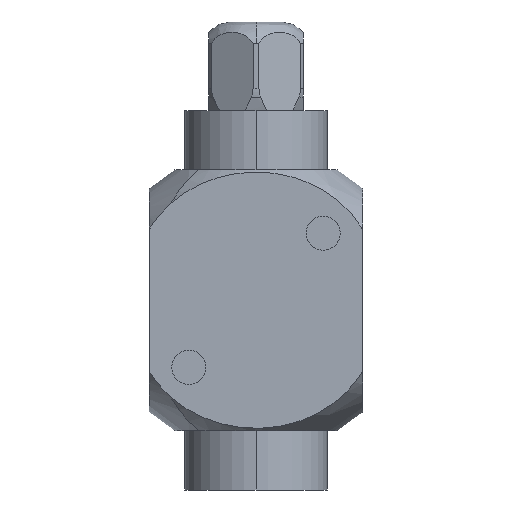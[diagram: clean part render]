
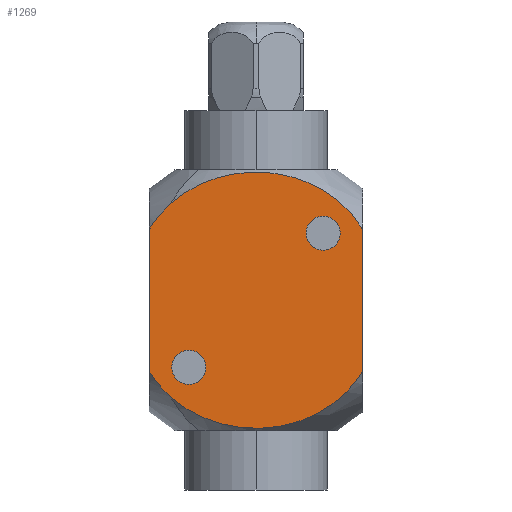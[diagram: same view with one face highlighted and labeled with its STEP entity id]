
A CAD part, front view. The second image highlights one B-rep face of the part: STEP entity #1269.
In plain terms, the highlighted planar face has unit normal (0, -1, 0).
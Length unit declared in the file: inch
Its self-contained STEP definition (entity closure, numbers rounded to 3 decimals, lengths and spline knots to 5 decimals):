
#181=CARTESIAN_POINT('',(0.5625,0.,0.37481));
#182=CARTESIAN_POINT('',(0.54675,0.,0.40036));
#183=CARTESIAN_POINT('',(0.51211,0.,0.44826));
#184=CARTESIAN_POINT('',(0.44877,0.,0.51299));
#185=CARTESIAN_POINT('',(0.38172,0.,0.56411));
#186=CARTESIAN_POINT('',(0.31564,0.,0.60244));
#187=CARTESIAN_POINT('',(0.25088,0.,0.63089));
#188=CARTESIAN_POINT('',(0.18681,0.,0.65154));
#189=CARTESIAN_POINT('',(0.12353,0.,0.66541));
#190=CARTESIAN_POINT('',(0.06368,0.,0.67306));
#191=CARTESIAN_POINT('',(0.00743,0.,0.67573));
#192=CARTESIAN_POINT('',(-0.04697,0.,0.67423));
#193=CARTESIAN_POINT('',(-0.10147,0.,0.66867));
#194=CARTESIAN_POINT('',(-0.15658,0.,0.65868));
#195=CARTESIAN_POINT('',(-0.21056,0.,0.64434));
#196=CARTESIAN_POINT('',(-0.26302,0.,0.6257));
#197=CARTESIAN_POINT('',(-0.31339,0.,0.60292));
#198=CARTESIAN_POINT('',(-0.3616,0.,0.57599));
#199=CARTESIAN_POINT('',(-0.40737,0.,0.54494));
#200=CARTESIAN_POINT('',(-0.4361,0.,0.5215));
#201=CARTESIAN_POINT('',(-0.45,0.,0.50907));
#203=CARTESIAN_POINT('',(-0.45,0.,-0.50907));
#204=CARTESIAN_POINT('',(-0.43763,0.,-0.52013));
#205=CARTESIAN_POINT('',(-0.41215,0.,-0.54113));
#206=CARTESIAN_POINT('',(-0.37175,0.,-0.5694));
#207=CARTESIAN_POINT('',(-0.32929,0.,-0.59445));
#208=CARTESIAN_POINT('',(-0.28492,0.,-0.61626));
#209=CARTESIAN_POINT('',(-0.23875,0.,-0.63477));
#210=CARTESIAN_POINT('',(-0.19158,0.,-0.64975));
#211=CARTESIAN_POINT('',(-0.1435,0.,-0.6613));
#212=CARTESIAN_POINT('',(-0.09409,0.,-0.66955));
#213=CARTESIAN_POINT('',(-0.04337,0.,-0.67438));
#214=CARTESIAN_POINT('',(0.00754,0.,-0.67562));
#215=CARTESIAN_POINT('',(0.05812,0.,-0.67334));
#216=CARTESIAN_POINT('',(0.10782,0.,-0.6676));
#217=CARTESIAN_POINT('',(0.1558,0.,-0.65866));
#218=CARTESIAN_POINT('',(0.20267,0.,-0.64654));
#219=CARTESIAN_POINT('',(0.24911,0.,-0.63095));
#220=CARTESIAN_POINT('',(0.29405,0.,-0.61206));
#221=CARTESIAN_POINT('',(0.33618,0.,-0.59063));
#222=CARTESIAN_POINT('',(0.37812,0.,-0.5653));
#223=CARTESIAN_POINT('',(0.42159,0.,-0.53408));
#224=CARTESIAN_POINT('',(0.46771,0.,-0.49422));
#225=CARTESIAN_POINT('',(0.5161,0.,-0.44243));
#226=CARTESIAN_POINT('',(0.54754,0.,-0.39908));
#227=CARTESIAN_POINT('',(0.5625,0.,-0.37481));
#229=CARTESIAN_POINT('',(-0.5625,0.,-0.37481));
#230=CARTESIAN_POINT('',(-0.55731,0.,-0.38323));
#231=CARTESIAN_POINT('',(-0.54655,0.,-0.39975));
#232=CARTESIAN_POINT('',(-0.52933,0.,-0.42356));
#233=CARTESIAN_POINT('',(-0.51108,0.,-0.4464));
#234=CARTESIAN_POINT('',(-0.49178,0.,-0.4683));
#235=CARTESIAN_POINT('',(-0.47148,0.,-0.48924));
#236=CARTESIAN_POINT('',(-0.45727,0.,-0.50257));
#237=CARTESIAN_POINT('',(-0.45,0.,-0.50907));
#239=DIRECTION('',(0.,0.,1.));
#240=VECTOR('',#239,0.74961);
#241=CARTESIAN_POINT('',(-0.5625,0.,-0.37481));
#242=LINE('',#241,#240);
#243=CARTESIAN_POINT('',(-0.45,0.,0.50907));
#244=CARTESIAN_POINT('',(-0.45728,0.,0.50256));
#245=CARTESIAN_POINT('',(-0.4715,0.,0.48922));
#246=CARTESIAN_POINT('',(-0.49185,0.,0.46823));
#247=CARTESIAN_POINT('',(-0.51118,0.,0.44628));
#248=CARTESIAN_POINT('',(-0.52945,0.,0.42341));
#249=CARTESIAN_POINT('',(-0.54664,0.,0.39962));
#250=CARTESIAN_POINT('',(-0.55734,0.,0.38318));
#251=CARTESIAN_POINT('',(-0.5625,0.,0.37481));
#253=CARTESIAN_POINT('',(-0.35355,0.,-0.35355));
#254=DIRECTION('',(0.,-1.,0.));
#255=DIRECTION('',(1.,0.,0.));
#256=AXIS2_PLACEMENT_3D('',#253,#254,#255);
#258=CARTESIAN_POINT('',(-0.35355,0.,-0.35355));
#259=DIRECTION('',(0.,-1.,0.));
#260=DIRECTION('',(-1.,0.,0.));
#261=AXIS2_PLACEMENT_3D('',#258,#259,#260);
#263=CARTESIAN_POINT('',(0.35355,0.,0.35355));
#264=DIRECTION('',(0.,-1.,0.));
#265=DIRECTION('',(1.,0.,0.));
#266=AXIS2_PLACEMENT_3D('',#263,#264,#265);
#268=CARTESIAN_POINT('',(0.35355,0.,0.35355));
#269=DIRECTION('',(0.,-1.,0.));
#270=DIRECTION('',(-1.,0.,0.));
#271=AXIS2_PLACEMENT_3D('',#268,#269,#270);
#316=DIRECTION('',(0.,0.,1.));
#317=VECTOR('',#316,0.74961);
#318=CARTESIAN_POINT('',(0.5625,0.,-0.37481));
#319=LINE('',#318,#317);
#725=VERTEX_POINT('',#181);
#726=VERTEX_POINT('',#201);
#727=VERTEX_POINT('',#251);
#739=CARTESIAN_POINT('',(-0.45,0.,-0.50907));
#741=VERTEX_POINT('',#739);
#742=VERTEX_POINT('',#227);
#743=VERTEX_POINT('',#229);
#812=CARTESIAN_POINT('',(-0.26355,0.,-0.35355));
#813=CARTESIAN_POINT('',(-0.44355,0.,-0.35355));
#814=VERTEX_POINT('',#812);
#815=VERTEX_POINT('',#813);
#816=CARTESIAN_POINT('',(0.44355,0.,0.35355));
#817=CARTESIAN_POINT('',(0.26355,0.,0.35355));
#818=VERTEX_POINT('',#816);
#819=VERTEX_POINT('',#817);
#1242=CARTESIAN_POINT('',(-0.5625,0.,-0.6875));
#1243=DIRECTION('',(0.,-1.,0.));
#1244=DIRECTION('',(1.,0.,0.));
#1245=AXIS2_PLACEMENT_3D('',#1242,#1243,#1244);
#1246=PLANE('',#1245);
#1247=ORIENTED_EDGE('',*,*,#1092,.F.);
#1249=ORIENTED_EDGE('',*,*,#1248,.F.);
#1250=ORIENTED_EDGE('',*,*,#984,.F.);
#1251=ORIENTED_EDGE('',*,*,#1031,.F.);
#1253=ORIENTED_EDGE('',*,*,#1252,.T.);
#1254=ORIENTED_EDGE('',*,*,#1229,.F.);
#1255=EDGE_LOOP('',(#1247,#1249,#1250,#1251,#1253,#1254));
#1256=FACE_OUTER_BOUND('',#1255,.F.);
#1258=ORIENTED_EDGE('',*,*,#1257,.T.);
#1260=ORIENTED_EDGE('',*,*,#1259,.T.);
#1261=EDGE_LOOP('',(#1258,#1260));
#1262=FACE_BOUND('',#1261,.F.);
#1264=ORIENTED_EDGE('',*,*,#1263,.T.);
#1266=ORIENTED_EDGE('',*,*,#1265,.T.);
#1267=EDGE_LOOP('',(#1264,#1266));
#1268=FACE_BOUND('',#1267,.F.);
#1269=ADVANCED_FACE('',(#1256,#1262,#1268),#1246,.T.);
#202=B_SPLINE_CURVE_WITH_KNOTS('',3,(#181,#182,#183,#184,#185,#186,#187,#188,
#189,#190,#191,#192,#193,#194,#195,#196,#197,#198,#199,#200,#201),.UNSPECIFIED.,
.F.,.F.,(4,1,1,1,1,1,1,1,1,1,1,1,1,1,1,1,1,1,4),(0.,0.05556,
0.11111,0.16667,0.22222,0.27778,
0.33333,0.38889,0.44444,0.5,0.55556,
0.61111,0.66667,0.72222,0.77778,
0.83333,0.88889,0.94444,1.),.UNSPECIFIED.);
#228=B_SPLINE_CURVE_WITH_KNOTS('',3,(#203,#204,#205,#206,#207,#208,#209,#210,
#211,#212,#213,#214,#215,#216,#217,#218,#219,#220,#221,#222,#223,#224,#225,#226,
#227),.UNSPECIFIED.,.F.,.F.,(4,1,1,1,1,1,1,1,1,1,1,1,1,1,1,1,1,1,1,1,1,1,4),(
0.,0.04545,0.09091,0.13636,0.18182,
0.22727,0.27273,0.31818,0.36364,
0.40909,0.45455,0.5,0.54545,0.59091,
0.63636,0.68182,0.72727,0.77273,
0.81818,0.86364,0.90909,0.95455,1.),
.UNSPECIFIED.);
#238=B_SPLINE_CURVE_WITH_KNOTS('',3,(#229,#230,#231,#232,#233,#234,#235,#236,
#237),.UNSPECIFIED.,.F.,.F.,(4,1,1,1,1,1,4),(0.,0.16667,
0.33333,0.5,0.66667,0.83333,1.),
.UNSPECIFIED.);
#252=B_SPLINE_CURVE_WITH_KNOTS('',3,(#243,#244,#245,#246,#247,#248,#249,#250,
#251),.UNSPECIFIED.,.F.,.F.,(4,1,1,1,1,1,4),(0.,0.16667,
0.33333,0.5,0.66667,0.83333,1.),
.UNSPECIFIED.);
#257=CIRCLE('',#256,0.09);
#262=CIRCLE('',#261,0.09);
#267=CIRCLE('',#266,0.09);
#272=CIRCLE('',#271,0.09);
#984=EDGE_CURVE('',#741,#742,#228,.T.);
#1031=EDGE_CURVE('',#743,#741,#238,.T.);
#1092=EDGE_CURVE('',#725,#726,#202,.T.);
#1229=EDGE_CURVE('',#726,#727,#252,.T.);
#1248=EDGE_CURVE('',#742,#725,#319,.T.);
#1252=EDGE_CURVE('',#743,#727,#242,.T.);
#1257=EDGE_CURVE('',#814,#815,#257,.T.);
#1259=EDGE_CURVE('',#815,#814,#262,.T.);
#1263=EDGE_CURVE('',#818,#819,#267,.T.);
#1265=EDGE_CURVE('',#819,#818,#272,.T.);
